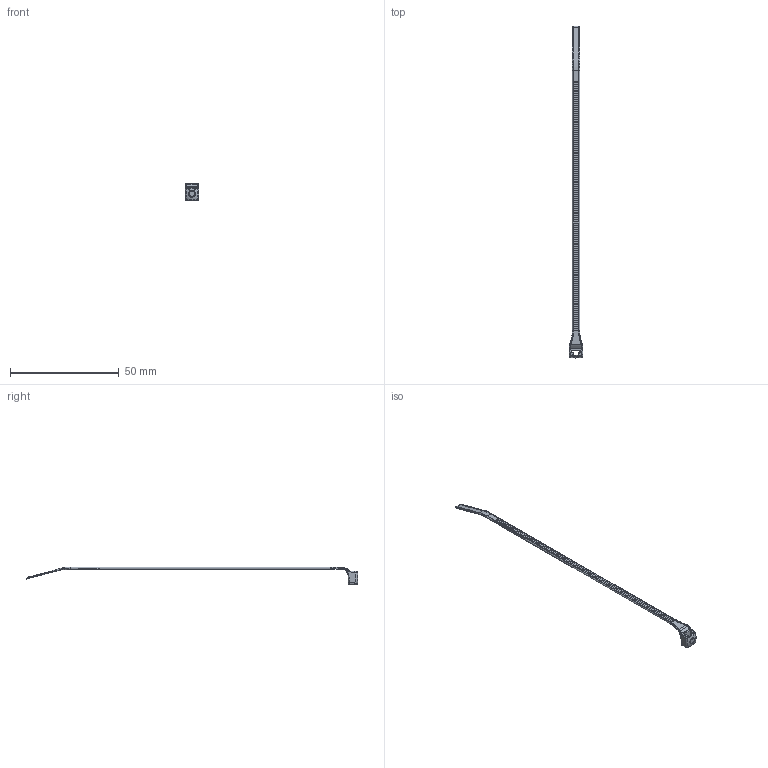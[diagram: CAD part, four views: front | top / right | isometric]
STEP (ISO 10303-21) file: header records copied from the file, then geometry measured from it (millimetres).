
FILE_DESCRIPTION(/* description */ (''),/* implementation_level */ '2;1');
FILE_NAME(/* name */ 'CBR1_5I.stp',/* time_stamp */ '2020-12-10T11:10:40-06:00',/* author */ (''),/* organization */ (''),/* preprocessor_version */ 'ST-DEVELOPER v16',/* originating_system */ 'SIEMENS PLM Software NX 11.0',/* authorisation */ '');
FILE_SCHEMA (('AP203_CONFIGURATION_CONTROLLED_3D_DESIGN_OF_MECHANICAL_PARTS_AND_ASSEMBLIES_MIM_LF { 1 0 10303 403 2 1 2}'));
Length unit declared in the file: inch
Products named in the file (1): BWG3D549DDB4stg
Bounding box: 6.35 x 152.4 x 8.13 mm (x, y, z)
Volume: 700 mm3; surface area: 2907.8 mm2
Topology: 3 solids, 3 shells, 1398 faces, 3745 edges, 2356 vertices
Faces by surface type: plane 758, cylinder 504, bspline 105, torus 22, extrusion 4, sphere 3, cone 2
Entity records: 53490 total; most frequent: CARTESIAN_POINT 10631, ORIENTED_EDGE 7472, DIRECTION 7459, EDGE_CURVE 3736, AXIS2_PLACEMENT_3D 2653, VERTEX_POINT 2347, VECTOR 2153, LINE 2149
